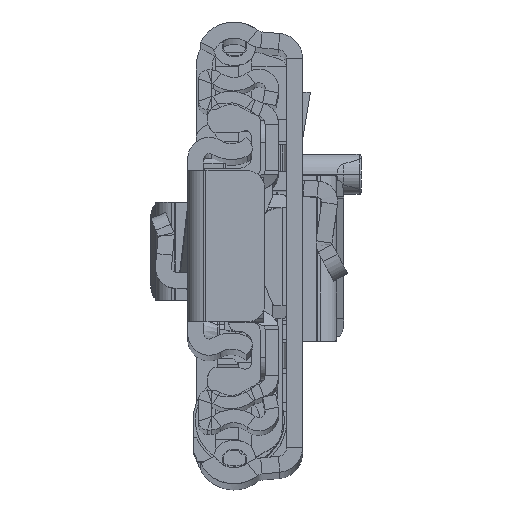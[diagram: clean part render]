
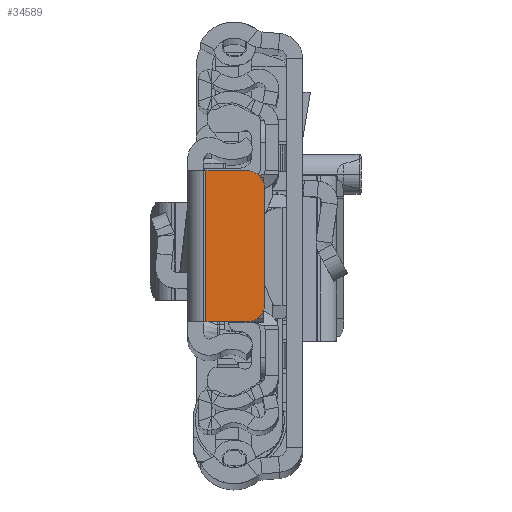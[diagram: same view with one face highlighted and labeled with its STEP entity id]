
A CAD part, top view. The second image highlights one B-rep face of the part: STEP entity #34589.
In plain terms, the highlighted planar face has unit normal (0, 0, 1).
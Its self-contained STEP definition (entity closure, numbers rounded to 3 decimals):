
#437 = ORIENTED_EDGE ( 'NONE', *, *, #20108, .T. ) ;
#814 = DIRECTION ( 'NONE',  ( 0., 0., 1. ) ) ;
#3150 = DIRECTION ( 'NONE',  ( 0., 0., -1. ) ) ;
#4872 = CARTESIAN_POINT ( 'NONE',  ( -8.65, -6.5, 0. ) ) ;
#4894 = DIRECTION ( 'NONE',  ( 0., 0., 1. ) ) ;
#5309 = LINE ( 'NONE', #8884, #34733 ) ;
#5333 = AXIS2_PLACEMENT_3D ( 'NONE', #39307, #814, #39751 ) ;
#6579 = ORIENTED_EDGE ( 'NONE', *, *, #24892, .T. ) ;
#7876 = VERTEX_POINT ( 'NONE', #35947 ) ;
#8289 = EDGE_CURVE ( 'NONE', #32641, #14286, #23006, .T. ) ;
#8636 = VERTEX_POINT ( 'NONE', #27648 ) ;
#8884 = CARTESIAN_POINT ( 'NONE',  ( -8.65, 0., 0. ) ) ;
#8939 = ORIENTED_EDGE ( 'NONE', *, *, #23247, .T. ) ;
#9502 = CARTESIAN_POINT ( 'NONE',  ( -2.05, -8.5, 0. ) ) ;
#10616 = AXIS2_PLACEMENT_3D ( 'NONE', #27552, #4894, #14846 ) ;
#14165 = EDGE_CURVE ( 'NONE', #32641, #27379, #34283, .T. ) ;
#14286 = VERTEX_POINT ( 'NONE', #22631 ) ;
#14846 = DIRECTION ( 'NONE',  ( -1., 0., 0. ) ) ;
#15652 = CARTESIAN_POINT ( 'NONE',  ( 0., 0., 0. ) ) ;
#15717 = AXIS2_PLACEMENT_3D ( 'NONE', #15652, #3150, #16073 ) ;
#16073 = DIRECTION ( 'NONE',  ( -1., 0., 0. ) ) ;
#16262 = DIRECTION ( 'NONE',  ( -1., 0., 0. ) ) ;
#16814 = VECTOR ( 'NONE', #35734, 1000. ) ;
#17175 = EDGE_LOOP ( 'NONE', ( #39729, #6579, #437, #32425, #33821, #8939 ) ) ;
#17405 = CIRCLE ( 'NONE', #10616, 2. ) ;
#18772 = VECTOR ( 'NONE', #34934, 1000. ) ;
#18816 = FACE_OUTER_BOUND ( 'NONE', #17175, .T. ) ;
#20108 = EDGE_CURVE ( 'NONE', #7876, #27379, #22824, .T. ) ;
#21383 = DIRECTION ( 'NONE',  ( 0., -1., 0. ) ) ;
#22610 = CARTESIAN_POINT ( 'NONE',  ( 0., -8.5, 0. ) ) ;
#22631 = CARTESIAN_POINT ( 'NONE',  ( -6.65, 8.5, 0. ) ) ;
#22824 = LINE ( 'NONE', #22610, #16814 ) ;
#23006 = LINE ( 'NONE', #31915, #40487 ) ;
#23247 = EDGE_CURVE ( 'NONE', #14286, #8636, #17405, .T. ) ;
#24892 = EDGE_CURVE ( 'NONE', #35694, #7876, #28335, .T. ) ;
#27379 = VERTEX_POINT ( 'NONE', #9502 ) ;
#27552 = CARTESIAN_POINT ( 'NONE',  ( -6.65, 6.5, 0. ) ) ;
#27648 = CARTESIAN_POINT ( 'NONE',  ( -8.65, 6.5, 0. ) ) ;
#28335 = CIRCLE ( 'NONE', #5333, 2. ) ;
#28995 = CARTESIAN_POINT ( 'NONE',  ( -2.05, 8.5, 0. ) ) ;
#31712 = PLANE ( 'NONE',  #15717 ) ;
#31915 = CARTESIAN_POINT ( 'NONE',  ( 0., 8.5, 0. ) ) ;
#32425 = ORIENTED_EDGE ( 'NONE', *, *, #14165, .F. ) ;
#32641 = VERTEX_POINT ( 'NONE', #28995 ) ;
#33821 = ORIENTED_EDGE ( 'NONE', *, *, #8289, .T. ) ;
#34283 = LINE ( 'NONE', #37453, #18772 ) ;
#34589 = ADVANCED_FACE ( 'NONE', ( #18816 ), #31712, .F. ) ;
#34733 = VECTOR ( 'NONE', #21383, 1000. ) ;
#34934 = DIRECTION ( 'NONE',  ( 0., -1., 0. ) ) ;
#35694 = VERTEX_POINT ( 'NONE', #4872 ) ;
#35734 = DIRECTION ( 'NONE',  ( 1., 0., 0. ) ) ;
#35947 = CARTESIAN_POINT ( 'NONE',  ( -6.65, -8.5, 0. ) ) ;
#36937 = EDGE_CURVE ( 'NONE', #8636, #35694, #5309, .T. ) ;
#37453 = CARTESIAN_POINT ( 'NONE',  ( -2.05, -8.5, 0. ) ) ;
#39307 = CARTESIAN_POINT ( 'NONE',  ( -6.65, -6.5, 0. ) ) ;
#39729 = ORIENTED_EDGE ( 'NONE', *, *, #36937, .T. ) ;
#39751 = DIRECTION ( 'NONE',  ( -1., 0., 0. ) ) ;
#40487 = VECTOR ( 'NONE', #16262, 1000. ) ;
